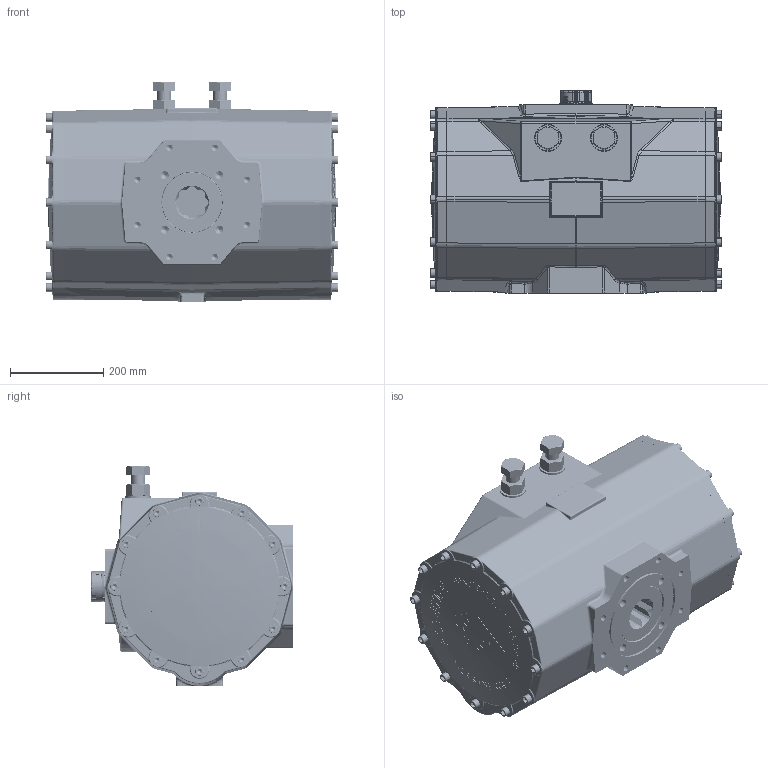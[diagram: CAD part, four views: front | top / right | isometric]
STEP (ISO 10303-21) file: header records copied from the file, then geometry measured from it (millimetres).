
FILE_DESCRIPTION (( 'STEP AP214' ), '1' );
FILE_NAME ('ADA4000.STEP', '2011-12-07T20:36:04', ( 'xw6400' ), ( 'Ossuin' ), 'SwSTEP 2.0', 'SolidWorks 2010', '' );
FILE_SCHEMA (( 'AUTOMOTIVE_DESIGN' ));
Length unit declared in the file: millimetre
Products named in the file (9): M4000; E4000N; Tapon ﾘ65; TD4000; Washer DIN 125 - A 31_Washer DIN 125 - A 31; Hexagon Nut ISO 4032 - M30 - D - C_Hexagon Nut ISO 4032 - M30 - D - C; ISO 4014 - M30 x 150 x 150-C_ISO 4014 - M30 x 150 x 150-C; DIN 912 M12 x 35 --- 35C_Default; ADA4000
Assembly tree (35 placements, depth 2):
  ADA4000
    DIN 912 M12 x 35 --- 35C_Default  x24
    Washer DIN 125 - A 31_Washer DIN 125 - A 31  x2
    M4000
    Hexagon Nut ISO 4032 - M30 - D - C_Hexagon Nut ISO 4032 - M30 - D - C  x2
    TD4000  x2
    E4000N
    ISO 4014 - M30 x 150 x 150-C_ISO 4014 - M30 x 150 x 150-C  x2
    Tapon ﾘ65
Bounding box: 626 x 434.29 x 470.8 mm (x, y, z)
Volume: 26887148.9 mm3; surface area: 2573509.1 mm2
Topology: 48 solids, 48 shells, 6256 faces, 16527 edges, 10413 vertices
Faces by surface type: plane 3035, cylinder 1336, bspline 839, cone 407, torus 399, sphere 240
Entity records: 176453 total; most frequent: CARTESIAN_POINT 55145, ORIENTED_EDGE 21954, DIRECTION 20799, EDGE_CURVE 10977, AXIS2_PLACEMENT_3D 8055, VERTEX_POINT 7039, VECTOR 4689, LINE 4689
